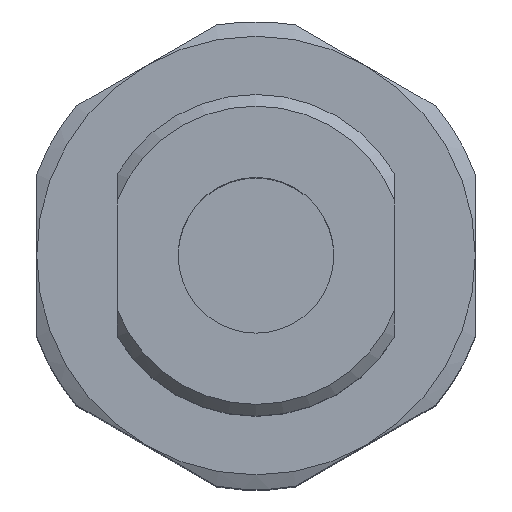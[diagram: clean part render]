
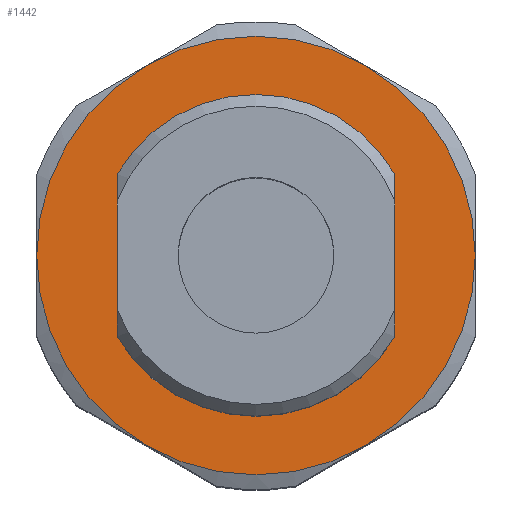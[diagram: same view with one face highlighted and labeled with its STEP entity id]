
A CAD part, top view. The second image highlights one B-rep face of the part: STEP entity #1442.
In plain terms, the highlighted planar face has unit normal (0, 0, 1).
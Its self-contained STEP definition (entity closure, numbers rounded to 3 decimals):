
#14=FACE_BOUND('',#334,.T.);
#39=PLANE('',#1596);
#242=FACE_OUTER_BOUND('',#333,.T.);
#333=EDGE_LOOP('',(#1146,#1147,#1148,#1149,#1150,#1151));
#334=EDGE_LOOP('',(#1152,#1153,#1154,#1155));
#404=LINE('',#2517,#452);
#405=LINE('',#2520,#453);
#452=VECTOR('',#1933,11.091);
#453=VECTOR('',#1936,11.091);
#490=CIRCLE('',#1515,15.);
#495=CIRCLE('',#1528,15.);
#507=CIRCLE('',#1559,15.);
#508=CIRCLE('',#1561,15.);
#509=CIRCLE('',#1563,15.);
#510=CIRCLE('',#1565,15.);
#523=CIRCLE('',#1597,11.);
#524=CIRCLE('',#1598,11.);
#589=VERTEX_POINT('',#2159);
#591=VERTEX_POINT('',#2179);
#592=VERTEX_POINT('',#2183);
#597=VERTEX_POINT('',#2239);
#598=VERTEX_POINT('',#2247);
#599=VERTEX_POINT('',#2256);
#640=VERTEX_POINT('',#2513);
#641=VERTEX_POINT('',#2514);
#642=VERTEX_POINT('',#2516);
#643=VERTEX_POINT('',#2518);
#724=EDGE_CURVE('',#592,#591,#490,.T.);
#745=EDGE_CURVE('',#591,#598,#495,.T.);
#787=EDGE_CURVE('',#597,#589,#507,.T.);
#788=EDGE_CURVE('',#599,#597,#508,.T.);
#789=EDGE_CURVE('',#598,#599,#509,.T.);
#792=EDGE_CURVE('',#589,#592,#510,.T.);
#833=EDGE_CURVE('',#640,#641,#523,.T.);
#834=EDGE_CURVE('',#641,#642,#404,.T.);
#835=EDGE_CURVE('',#642,#643,#524,.T.);
#836=EDGE_CURVE('',#643,#640,#405,.T.);
#1146=ORIENTED_EDGE('',*,*,#792,.T.);
#1147=ORIENTED_EDGE('',*,*,#724,.T.);
#1148=ORIENTED_EDGE('',*,*,#745,.T.);
#1149=ORIENTED_EDGE('',*,*,#789,.T.);
#1150=ORIENTED_EDGE('',*,*,#788,.T.);
#1151=ORIENTED_EDGE('',*,*,#787,.T.);
#1152=ORIENTED_EDGE('',*,*,#833,.T.);
#1153=ORIENTED_EDGE('',*,*,#834,.T.);
#1154=ORIENTED_EDGE('',*,*,#835,.T.);
#1155=ORIENTED_EDGE('',*,*,#836,.T.);
#1442=ADVANCED_FACE('',(#242,#14),#39,.T.);
#1515=AXIS2_PLACEMENT_3D('',#2184,#1753,#1754);
#1528=AXIS2_PLACEMENT_3D('',#2251,#1779,#1780);
#1559=AXIS2_PLACEMENT_3D('',#2369,#1851,#1852);
#1561=AXIS2_PLACEMENT_3D('',#2371,#1855,#1856);
#1563=AXIS2_PLACEMENT_3D('',#2373,#1859,#1860);
#1565=AXIS2_PLACEMENT_3D('',#2381,#1863,#1864);
#1596=AXIS2_PLACEMENT_3D('',#2512,#1929,#1930);
#1597=AXIS2_PLACEMENT_3D('',#2515,#1931,#1932);
#1598=AXIS2_PLACEMENT_3D('',#2519,#1934,#1935);
#1753=DIRECTION('center_axis',(0.,0.,1.));
#1754=DIRECTION('ref_axis',(0.5,0.866,0.));
#1779=DIRECTION('center_axis',(0.,0.,1.));
#1780=DIRECTION('ref_axis',(0.5,0.866,0.));
#1851=DIRECTION('center_axis',(0.,0.,1.));
#1852=DIRECTION('ref_axis',(0.5,0.866,0.));
#1855=DIRECTION('center_axis',(0.,0.,1.));
#1856=DIRECTION('ref_axis',(0.5,0.866,0.));
#1859=DIRECTION('center_axis',(0.,0.,1.));
#1860=DIRECTION('ref_axis',(0.5,0.866,0.));
#1863=DIRECTION('center_axis',(0.,0.,1.));
#1864=DIRECTION('ref_axis',(0.5,0.866,0.));
#1929=DIRECTION('center_axis',(0.,0.,1.));
#1930=DIRECTION('ref_axis',(1.,0.,0.));
#1931=DIRECTION('center_axis',(0.,0.,-1.));
#1932=DIRECTION('ref_axis',(-1.,0.,0.));
#1933=DIRECTION('',(0.,1.,0.));
#1934=DIRECTION('center_axis',(0.,0.,-1.));
#1935=DIRECTION('ref_axis',(-1.,0.,0.));
#1936=DIRECTION('',(0.,-1.,0.));
#2159=CARTESIAN_POINT('',(-7.5,-12.99,0.));
#2179=CARTESIAN_POINT('',(15.,0.,0.));
#2183=CARTESIAN_POINT('',(7.5,-12.99,0.));
#2184=CARTESIAN_POINT('Origin',(0.,0.,
0.));
#2239=CARTESIAN_POINT('',(-15.,0.,0.));
#2247=CARTESIAN_POINT('',(7.5,12.99,0.));
#2251=CARTESIAN_POINT('Origin',(0.,0.,
0.));
#2256=CARTESIAN_POINT('',(-7.5,12.99,0.));
#2369=CARTESIAN_POINT('Origin',(0.,0.,
0.));
#2371=CARTESIAN_POINT('Origin',(0.,0.,
0.));
#2373=CARTESIAN_POINT('Origin',(0.,0.,
0.));
#2381=CARTESIAN_POINT('Origin',(0.,0.,
0.));
#2512=CARTESIAN_POINT('Origin',(0.,0.,
0.));
#2513=CARTESIAN_POINT('',(9.5,-5.545,0.));
#2514=CARTESIAN_POINT('',(-9.5,-5.545,0.));
#2515=CARTESIAN_POINT('Origin',(0.,0.,0.));
#2516=CARTESIAN_POINT('',(-9.5,5.545,0.));
#2517=CARTESIAN_POINT('',(-9.5,5.545,0.));
#2518=CARTESIAN_POINT('',(9.5,5.545,0.));
#2519=CARTESIAN_POINT('Origin',(0.,0.,0.));
#2520=CARTESIAN_POINT('',(9.5,5.545,0.));
